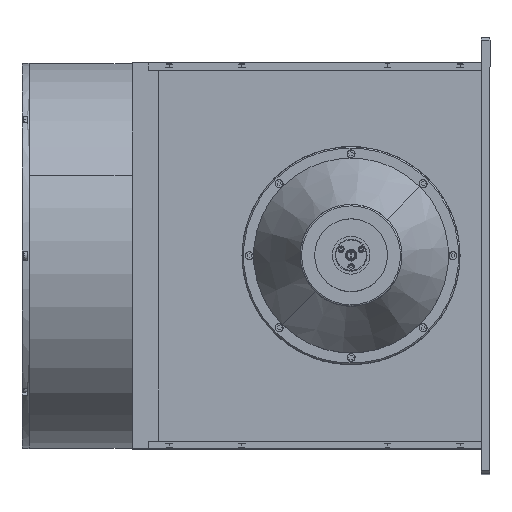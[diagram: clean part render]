
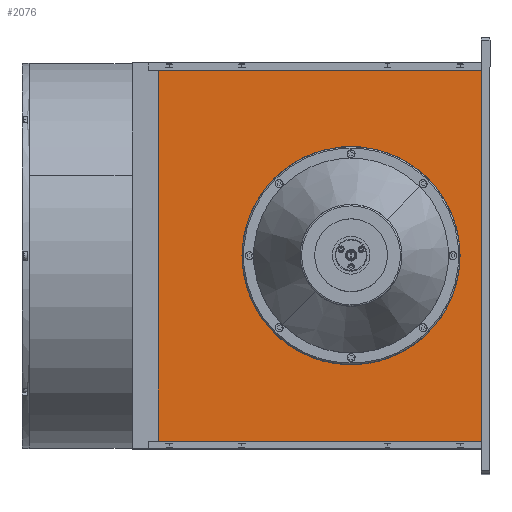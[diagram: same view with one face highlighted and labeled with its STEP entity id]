
A CAD part, top view. The second image highlights one B-rep face of the part: STEP entity #2076.
In plain terms, the highlighted planar face has unit normal (0, 0, 1).
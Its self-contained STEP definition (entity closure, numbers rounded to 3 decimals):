
#1237 = EDGE_CURVE ( 'NONE', #6625, #15978, #5752, .T. ) ;
#1390 = DIRECTION ( 'NONE',  ( 0., 0., -1. ) ) ;
#1720 = CARTESIAN_POINT ( 'NONE',  ( 224.218, -75., 132.5 ) ) ;
#1835 = FACE_BOUND ( 'NONE', #22720, .T. ) ;
#1969 = ORIENTED_EDGE ( 'NONE', *, *, #1237, .F. ) ;
#2076 = ADVANCED_FACE ( 'NONE', ( #18925, #1835 ), #9435, .T. ) ;
#2154 = VECTOR ( 'NONE', #22286, 1000. ) ;
#2390 = ORIENTED_EDGE ( 'NONE', *, *, #7326, .F. ) ;
#3517 = EDGE_CURVE ( 'NONE', #23708, #13343, #14978, .T. ) ;
#3763 = DIRECTION ( 'NONE',  ( 1., 0., 0. ) ) ;
#4621 = CARTESIAN_POINT ( 'NONE',  ( 224.218, 75., 132.5 ) ) ;
#5342 = VERTEX_POINT ( 'NONE', #12434 ) ;
#5752 = LINE ( 'NONE', #20978, #18626 ) ;
#5765 = AXIS2_PLACEMENT_3D ( 'NONE', #22220, #1390, #8995 ) ;
#6625 = VERTEX_POINT ( 'NONE', #8252 ) ;
#6679 = DIRECTION ( 'NONE',  ( 0., 1., 0. ) ) ;
#6796 = DIRECTION ( 'NONE',  ( 0., 0., -1. ) ) ;
#7326 = EDGE_CURVE ( 'NONE', #13591, #5342, #23760, .T. ) ;
#7765 = DIRECTION ( 'NONE',  ( -1., 0., 0. ) ) ;
#7849 = CARTESIAN_POINT ( 'NONE',  ( 91.718, -127.5, 132.5 ) ) ;
#8252 = CARTESIAN_POINT ( 'NONE',  ( 313.718, -127.5, 132.5 ) ) ;
#8681 = CARTESIAN_POINT ( 'NONE',  ( 224.218, 0., 132.5 ) ) ;
#8995 = DIRECTION ( 'NONE',  ( 0., 1., 0. ) ) ;
#9259 = DIRECTION ( 'NONE',  ( 0., 1., 0. ) ) ;
#9304 = ORIENTED_EDGE ( 'NONE', *, *, #3517, .T. ) ;
#9435 = PLANE ( 'NONE',  #18499 ) ;
#9745 = VECTOR ( 'NONE', #9259, 1000. ) ;
#9855 = EDGE_CURVE ( 'NONE', #5342, #6625, #14923, .T. ) ;
#10185 = AXIS2_PLACEMENT_3D ( 'NONE', #8681, #6796, #6679 ) ;
#12434 = CARTESIAN_POINT ( 'NONE',  ( 313.718, 127.5, 132.5 ) ) ;
#12511 = EDGE_LOOP ( 'NONE', ( #2390, #18938, #1969, #15072 ) ) ;
#13343 = VERTEX_POINT ( 'NONE', #4621 ) ;
#13591 = VERTEX_POINT ( 'NONE', #14954 ) ;
#14136 = CIRCLE ( 'NONE', #5765, 75. ) ;
#14923 = LINE ( 'NONE', #16923, #2154 ) ;
#14954 = CARTESIAN_POINT ( 'NONE',  ( 91.718, 127.5, 132.5 ) ) ;
#14978 = CIRCLE ( 'NONE', #10185, 75. ) ;
#15072 = ORIENTED_EDGE ( 'NONE', *, *, #9855, .F. ) ;
#15158 = DIRECTION ( 'NONE',  ( 0., 0., 1. ) ) ;
#15978 = VERTEX_POINT ( 'NONE', #7849 ) ;
#16923 = CARTESIAN_POINT ( 'NONE',  ( 313.718, -127.5, 132.5 ) ) ;
#17044 = DIRECTION ( 'NONE',  ( 0., -1., 0. ) ) ;
#17691 = VECTOR ( 'NONE', #3763, 1000. ) ;
#18499 = AXIS2_PLACEMENT_3D ( 'NONE', #20403, #15158, #17044 ) ;
#18626 = VECTOR ( 'NONE', #7765, 1000. ) ;
#18728 = CARTESIAN_POINT ( 'NONE',  ( 91.718, 127.5, 132.5 ) ) ;
#18746 = CARTESIAN_POINT ( 'NONE',  ( 91.718, -127.5, 132.5 ) ) ;
#18925 = FACE_OUTER_BOUND ( 'NONE', #12511, .T. ) ;
#18938 = ORIENTED_EDGE ( 'NONE', *, *, #23360, .F. ) ;
#20403 = CARTESIAN_POINT ( 'NONE',  ( 202.718, 0., 132.5 ) ) ;
#20493 = LINE ( 'NONE', #18746, #9745 ) ;
#20978 = CARTESIAN_POINT ( 'NONE',  ( 91.718, -127.5, 132.5 ) ) ;
#21406 = ORIENTED_EDGE ( 'NONE', *, *, #22503, .T. ) ;
#22220 = CARTESIAN_POINT ( 'NONE',  ( 224.218, 0., 132.5 ) ) ;
#22286 = DIRECTION ( 'NONE',  ( 0., -1., 0. ) ) ;
#22503 = EDGE_CURVE ( 'NONE', #13343, #23708, #14136, .T. ) ;
#22720 = EDGE_LOOP ( 'NONE', ( #21406, #9304 ) ) ;
#23360 = EDGE_CURVE ( 'NONE', #15978, #13591, #20493, .T. ) ;
#23708 = VERTEX_POINT ( 'NONE', #1720 ) ;
#23760 = LINE ( 'NONE', #18728, #17691 ) ;
